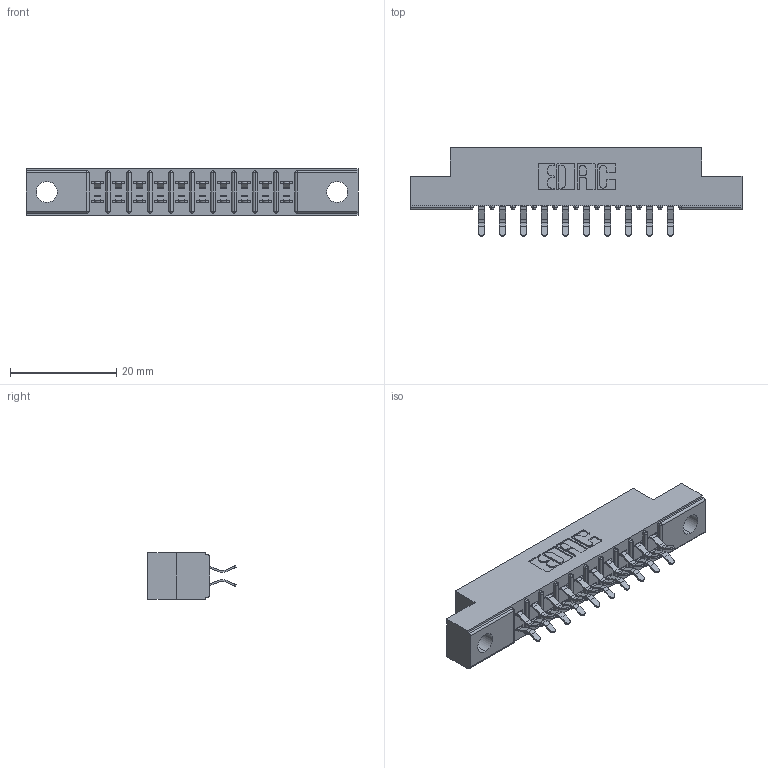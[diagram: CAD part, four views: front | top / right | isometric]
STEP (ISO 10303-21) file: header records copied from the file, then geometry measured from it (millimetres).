
FILE_DESCRIPTION (( 'STEP AP203' ), '1' );
FILE_NAME ('305-020-556-204.STEP', '2019-09-09T13:21:36', ( '' ), ( '' ), 'SwSTEP 2.0', 'SolidWorks 2016', '' );
FILE_SCHEMA (( 'CONFIG_CONTROL_DESIGN' ));
Length unit declared in the file: inch
Products named in the file (3): 305-020-556-204; 305 Part_.156 Dia; 305-290-001_556
Assembly tree (21 placements, depth 2):
  305-020-556-204
    305 Part_.156 Dia
    305-290-001_556  x20
Bounding box: 62.64 x 16.64 x 8.71 mm (x, y, z)
Volume: 3833.7 mm3; surface area: 6453.6 mm2
Topology: 21 solids, 21 shells, 1250 faces, 3582 edges, 2332 vertices
Faces by surface type: plane 702, cylinder 508, sphere 40
Entity records: 15363 total; most frequent: CARTESIAN_POINT 2550, ORIENTED_EDGE 2524, DIRECTION 2488, EDGE_CURVE 1262, VECTOR 988, LINE 988, VERTEX_POINT 812, AXIS2_PLACEMENT_3D 750
